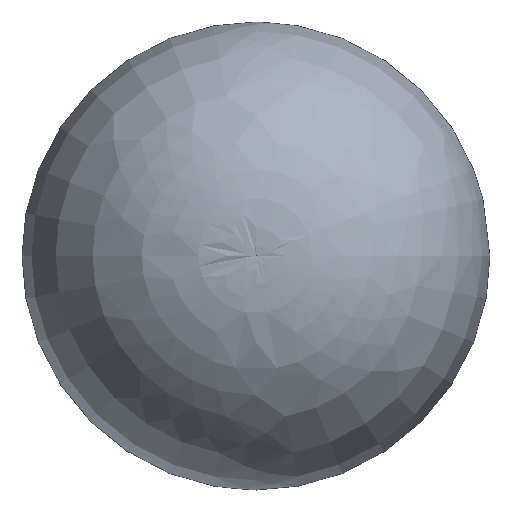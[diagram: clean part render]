
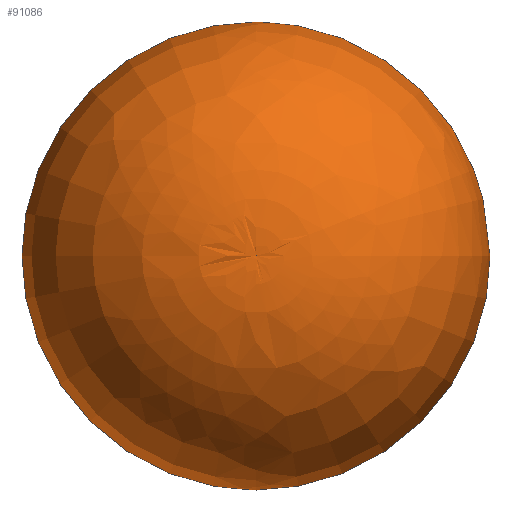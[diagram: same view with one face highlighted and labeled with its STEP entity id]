
A CAD part, top view. The second image highlights one B-rep face of the part: STEP entity #91086.
In plain terms, the highlighted free-form (B-spline) face has degree [2, 2] with [5, 9] control points.
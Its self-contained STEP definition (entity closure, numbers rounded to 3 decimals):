
#176=(
BOUNDED_CURVE()
B_SPLINE_CURVE(2,(#259296,#259297,#259298,#259299,#259300),
 .UNSPECIFIED.,.F.,.F.)
B_SPLINE_CURVE_WITH_KNOTS((3,2,3),(-0.524,0.565,
1.653),.UNSPECIFIED.)
CURVE()
GEOMETRIC_REPRESENTATION_ITEM()
RATIONAL_B_SPLINE_CURVE((1.,0.856,1.,0.856,1.))
REPRESENTATION_ITEM('')
);
#10416=(
BOUNDED_SURFACE()
B_SPLINE_SURFACE(2,2,((#259246,#259247,#259248,#259249,#259250,#259251,
#259252,#259253,#259254),(#259255,#259256,#259257,#259258,#259259,#259260,
#259261,#259262,#259263),(#259264,#259265,#259266,#259267,#259268,#259269,
#259270,#259271,#259272),(#259273,#259274,#259275,#259276,#259277,#259278,
#259279,#259280,#259281),(#259282,#259283,#259284,#259285,#259286,#259287,
#259288,#259289,#259290)),.UNSPECIFIED.,.F.,.T.,.F.)
B_SPLINE_SURFACE_WITH_KNOTS((3,2,3),(3,2,2,2,3),(-1.653,-0.565,
0.524),(-3.142,-1.571,0.,1.571,
3.142),.UNSPECIFIED.)
GEOMETRIC_REPRESENTATION_ITEM()
RATIONAL_B_SPLINE_SURFACE(((1.,0.707,1.,0.707,1.,
0.707,1.,0.707,1.),(0.856,0.605,
0.856,0.605,0.856,0.605,
0.856,0.605,0.856),(1.,0.707,
1.,0.707,1.,0.707,1.,0.707,1.),(0.856,
0.605,0.856,0.605,0.856,0.605,
0.856,0.605,0.856),(1.,0.707,
1.,0.707,1.,0.707,1.,0.707,1.)))
REPRESENTATION_ITEM('')
SURFACE()
);
#16140=FACE_OUTER_BOUND('',#23286,.T.);
#23286=EDGE_LOOP('',(#79512,#79513,#79514,#79515));
#34776=CIRCLE('',#101992,2297.5);
#34777=CIRCLE('',#101993,2297.5);
#42721=VERTEX_POINT('',#259291);
#42722=VERTEX_POINT('',#259292);
#42723=VERTEX_POINT('',#259295);
#54987=EDGE_CURVE('',#42721,#42722,#34776,.T.);
#54988=EDGE_CURVE('',#42722,#42721,#34777,.T.);
#54989=EDGE_CURVE('',#42722,#42723,#176,.T.);
#79512=ORIENTED_EDGE('',*,*,#54987,.F.);
#79513=ORIENTED_EDGE('',*,*,#54988,.F.);
#79514=ORIENTED_EDGE('',*,*,#54989,.T.);
#79515=ORIENTED_EDGE('',*,*,#54989,.F.);
#91086=ADVANCED_FACE('',(#16140),#10416,.F.);
#101992=AXIS2_PLACEMENT_3D('',#259293,#126069,#126070);
#101993=AXIS2_PLACEMENT_3D('',#259294,#126071,#126072);
#126069=DIRECTION('center_axis',(-1.,0.,0.));
#126070=DIRECTION('ref_axis',(0.,0.,1.));
#126071=DIRECTION('center_axis',(-1.,0.,0.));
#126072=DIRECTION('ref_axis',(0.,0.,1.));
#259246=CARTESIAN_POINT('Ctrl Pts',(2413.713,200.,0.));
#259247=CARTESIAN_POINT('Ctrl Pts',(2413.713,200.,0.));
#259248=CARTESIAN_POINT('Ctrl Pts',(2413.713,200.,0.));
#259249=CARTESIAN_POINT('Ctrl Pts',(2413.713,200.,0.));
#259250=CARTESIAN_POINT('Ctrl Pts',(2413.713,200.,0.));
#259251=CARTESIAN_POINT('Ctrl Pts',(2413.713,200.,0.));
#259252=CARTESIAN_POINT('Ctrl Pts',(2413.713,200.,0.));
#259253=CARTESIAN_POINT('Ctrl Pts',(2413.713,200.,0.));
#259254=CARTESIAN_POINT('Ctrl Pts',(2413.713,200.,0.));
#259255=CARTESIAN_POINT('Ctrl Pts',(2534.762,200.,-1460.886));
#259256=CARTESIAN_POINT('Ctrl Pts',(2534.762,-1260.886,
-1460.886));
#259257=CARTESIAN_POINT('Ctrl Pts',(2534.762,-1260.886,
0.));
#259258=CARTESIAN_POINT('Ctrl Pts',(2534.762,-1260.886,
1460.886));
#259259=CARTESIAN_POINT('Ctrl Pts',(2534.762,200.,1460.886));
#259260=CARTESIAN_POINT('Ctrl Pts',(2534.762,1660.886,1460.886));
#259261=CARTESIAN_POINT('Ctrl Pts',(2534.762,1660.886,0.));
#259262=CARTESIAN_POINT('Ctrl Pts',(2534.762,1660.886,-1460.886));
#259263=CARTESIAN_POINT('Ctrl Pts',(2534.762,200.,-1460.886));
#259264=CARTESIAN_POINT('Ctrl Pts',(1296.635,200.,-2245.666));
#259265=CARTESIAN_POINT('Ctrl Pts',(1296.635,-2045.666,
-2245.666));
#259266=CARTESIAN_POINT('Ctrl Pts',(1296.635,-2045.666,
0.));
#259267=CARTESIAN_POINT('Ctrl Pts',(1296.635,-2045.666,
2245.666));
#259268=CARTESIAN_POINT('Ctrl Pts',(1296.635,200.,2245.666));
#259269=CARTESIAN_POINT('Ctrl Pts',(1296.635,2445.666,2245.666));
#259270=CARTESIAN_POINT('Ctrl Pts',(1296.635,2445.666,0.));
#259271=CARTESIAN_POINT('Ctrl Pts',(1296.635,2445.666,-2245.666));
#259272=CARTESIAN_POINT('Ctrl Pts',(1296.635,200.,-2245.666));
#259273=CARTESIAN_POINT('Ctrl Pts',(58.507,200.,-3030.446));
#259274=CARTESIAN_POINT('Ctrl Pts',(58.507,-2830.446,
-3030.446));
#259275=CARTESIAN_POINT('Ctrl Pts',(58.507,-2830.446,
0.));
#259276=CARTESIAN_POINT('Ctrl Pts',(58.507,-2830.446,
3030.446));
#259277=CARTESIAN_POINT('Ctrl Pts',(58.507,200.,3030.446));
#259278=CARTESIAN_POINT('Ctrl Pts',(58.507,3230.446,3030.446));
#259279=CARTESIAN_POINT('Ctrl Pts',(58.507,3230.446,0.));
#259280=CARTESIAN_POINT('Ctrl Pts',(58.507,3230.446,-3030.446));
#259281=CARTESIAN_POINT('Ctrl Pts',(58.507,200.,-3030.446));
#259282=CARTESIAN_POINT('Ctrl Pts',(-1210.992,200.,-2297.5));
#259283=CARTESIAN_POINT('Ctrl Pts',(-1210.992,-2097.5,
-2297.5));
#259284=CARTESIAN_POINT('Ctrl Pts',(-1210.992,-2097.5,
0.));
#259285=CARTESIAN_POINT('Ctrl Pts',(-1210.992,-2097.5,
2297.5));
#259286=CARTESIAN_POINT('Ctrl Pts',(-1210.992,200.,2297.5));
#259287=CARTESIAN_POINT('Ctrl Pts',(-1210.992,2497.5,
2297.5));
#259288=CARTESIAN_POINT('Ctrl Pts',(-1210.992,2497.5,
0.));
#259289=CARTESIAN_POINT('Ctrl Pts',(-1210.992,2497.5,
-2297.5));
#259290=CARTESIAN_POINT('Ctrl Pts',(-1210.992,200.,-2297.5));
#259291=CARTESIAN_POINT('',(-1210.992,-2097.5,0.));
#259292=CARTESIAN_POINT('',(-1210.992,200.,-2297.5));
#259293=CARTESIAN_POINT('Origin',(-1210.992,200.,0.));
#259294=CARTESIAN_POINT('Origin',(-1210.992,200.,0.));
#259295=CARTESIAN_POINT('',(2413.713,200.,0.));
#259296=CARTESIAN_POINT('Ctrl Pts',(-1210.992,200.,-2297.5));
#259297=CARTESIAN_POINT('Ctrl Pts',(58.507,200.,-3030.446));
#259298=CARTESIAN_POINT('Ctrl Pts',(1296.635,200.,-2245.666));
#259299=CARTESIAN_POINT('Ctrl Pts',(2534.762,200.,-1460.886));
#259300=CARTESIAN_POINT('Ctrl Pts',(2413.713,200.,0.));
